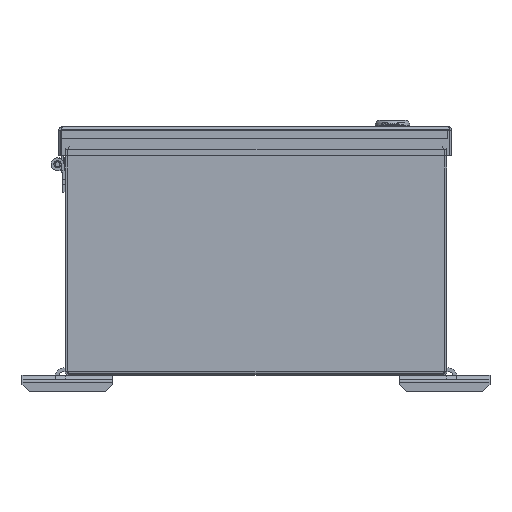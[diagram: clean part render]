
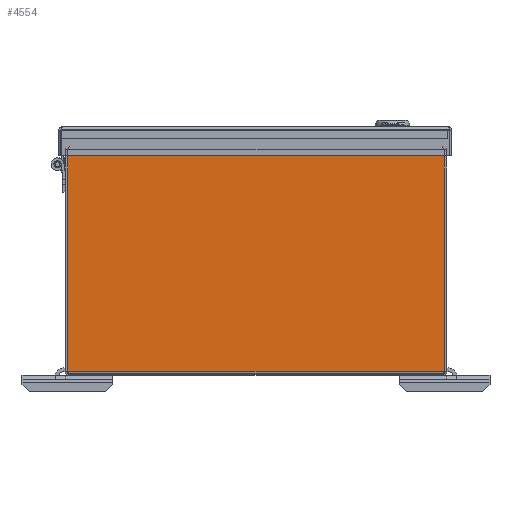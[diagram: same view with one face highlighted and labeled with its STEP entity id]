
A CAD part, front view. The second image highlights one B-rep face of the part: STEP entity #4554.
In plain terms, the highlighted planar face has unit normal (0, -1, 0).
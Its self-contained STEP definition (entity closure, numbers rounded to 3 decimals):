
#4554 = ADVANCED_FACE( '', ( #9307 ), #9308, .F. );
#9307 = FACE_OUTER_BOUND( '', #35000, .T. );
#9308 = PLANE( '', #35001 );
#35000 = EDGE_LOOP( '', ( #54713, #54714, #54715, #54716, #54717, #54718 ) );
#35001 = AXIS2_PLACEMENT_3D( '', #54719, #54720, #54721 );
#54713 = ORIENTED_EDGE( '', *, *, #59939, .T. );
#54714 = ORIENTED_EDGE( '', *, *, #59079, .F. );
#54715 = ORIENTED_EDGE( '', *, *, #62815, .T. );
#54716 = ORIENTED_EDGE( '', *, *, #58980, .T. );
#54717 = ORIENTED_EDGE( '', *, *, #62630, .T. );
#54718 = ORIENTED_EDGE( '', *, *, #60391, .T. );
#54719 = CARTESIAN_POINT( '', ( -876.148, -762., 0. ) );
#54720 = DIRECTION( '', ( 0., 1., 0. ) );
#54721 = DIRECTION( '', ( 0., 0., 1. ) );
#58980 = EDGE_CURVE( '', #64236, #64240, #64242, .F. );
#59079 = EDGE_CURVE( '', #64413, #64415, #64416, .T. );
#59939 = EDGE_CURVE( '', #65902, #64415, #65903, .T. );
#60391 = EDGE_CURVE( '', #66608, #65902, #66609, .T. );
#62630 = EDGE_CURVE( '', #64240, #66608, #69743, .T. );
#62815 = EDGE_CURVE( '', #64413, #64236, #69958, .T. );
#64236 = VERTEX_POINT( '', #72875 );
#64240 = VERTEX_POINT( '', #72881 );
#64242 = LINE( '', #72884, #72885 );
#64413 = VERTEX_POINT( '', #73218 );
#64415 = VERTEX_POINT( '', #73229 );
#64416 = LINE( '', #73230, #73231 );
#65902 = VERTEX_POINT( '', #77164 );
#65903 = LINE( '', #77165, #77166 );
#66608 = VERTEX_POINT( '', #78915 );
#66609 = LINE( '', #78916, #78917 );
#69743 = LINE( '', #86925, #86926 );
#69958 = LINE( '', #87423, #87424 );
#72875 = CARTESIAN_POINT( '', ( -125.473, -762., 150.053 ) );
#72881 = CARTESIAN_POINT( '', ( -125.473, -762., 2.337 ) );
#72884 = CARTESIAN_POINT( '', ( -125.473, -762., 0. ) );
#72885 = VECTOR( '', #89254, 1000. );
#73218 = CARTESIAN_POINT( '', ( -125.463, -762., 150.063 ) );
#73229 = CARTESIAN_POINT( '', ( 125.463, -762., 150.063 ) );
#73230 = CARTESIAN_POINT( '', ( -876.148, -762., 150.063 ) );
#73231 = VECTOR( '', #89325, 1000. );
#77164 = CARTESIAN_POINT( '', ( 125.473, -762., 150.053 ) );
#77165 = CARTESIAN_POINT( '', ( 126.008, -762., 149.518 ) );
#77166 = VECTOR( '', #89964, 1000. );
#78915 = CARTESIAN_POINT( '', ( 125.473, -762., 2.337 ) );
#78916 = CARTESIAN_POINT( '', ( 125.473, -762., 0. ) );
#78917 = VECTOR( '', #90295, 1000. );
#86925 = CARTESIAN_POINT( '', ( -876.148, -762., 2.337 ) );
#86926 = VECTOR( '', #91912, 1000. );
#87423 = CARTESIAN_POINT( '', ( -115.617, -762., 159.909 ) );
#87424 = VECTOR( '', #91990, 1000. );
#89254 = DIRECTION( '', ( 0., 0., 1. ) );
#89325 = DIRECTION( '', ( 1., 0., 0. ) );
#89964 = DIRECTION( '', ( -0.707, 0., 0.707 ) );
#90295 = DIRECTION( '', ( 0., 0., 1. ) );
#91912 = DIRECTION( '', ( 1., 0., 0. ) );
#91990 = DIRECTION( '', ( -0.707, 0., -0.707 ) );
